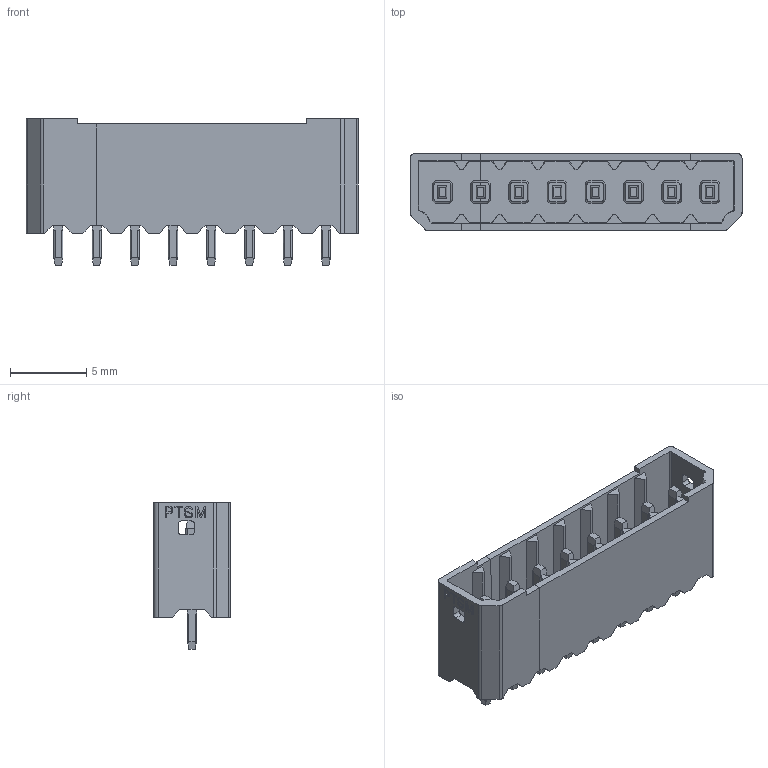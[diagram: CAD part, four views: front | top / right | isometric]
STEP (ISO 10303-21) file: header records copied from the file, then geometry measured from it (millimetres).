
FILE_DESCRIPTION(('STEP AP214'),'1');
FILE_NAME('cctmp_70CA834B-9A68-481C-BECA-98410A2C4A96_2023_08_02_10_54_48_0924_7016..stp','2023-08-02T10:54:49',('PHOENIX CONTACT Deutschland GmbH'),('CADClick - www.CADClick.com'),'Spatial InterOp 3D',' ','unknown authorization');
FILE_SCHEMA(('AUTOMOTIVE_DESIGN'));
Length unit declared in the file: millimetre
Products named in the file (10): 2023_08_02_10_54_48_0471; 2023_08_02_10_54_48_0924; 2023_08_02_10_54_48_0908; 2023_08_02_10_54_48_0892; 2023_08_02_10_54_48_0877; 2023_08_02_10_54_48_0861; 2023_08_02_10_54_48_0846; 2023_08_02_10_54_48_0830; 2023_08_02_10_54_48_0814; 2023_08_02_10_54_48_0767
Assembly tree (9 placements, depth 2):
  2023_08_02_10_54_48_0471
    2023_08_02_10_54_48_0924
    2023_08_02_10_54_48_0908
    2023_08_02_10_54_48_0892
    2023_08_02_10_54_48_0877
    2023_08_02_10_54_48_0861
    2023_08_02_10_54_48_0846
    2023_08_02_10_54_48_0830
    2023_08_02_10_54_48_0814
    2023_08_02_10_54_48_0767
Bounding box: 21.72 x 5 x 9.6 mm (x, y, z)
Volume: 393.5 mm3; surface area: 1220.1 mm2
Topology: 10 solids, 10 shells, 1096 faces, 3173 edges, 2109 vertices
Faces by surface type: plane 836, cylinder 192, cone 68
Entity records: 74875 total; most frequent: CARTESIAN_POINT 12508, ORIENTED_EDGE 6346, STYLED_ITEM 6037, PRESENTATION_STYLE_ASSIGNMENT 6037, COLOUR_RGB 6037, DIRECTION 5409, EDGE_CURVE 3173, CURVE_STYLE 3056
